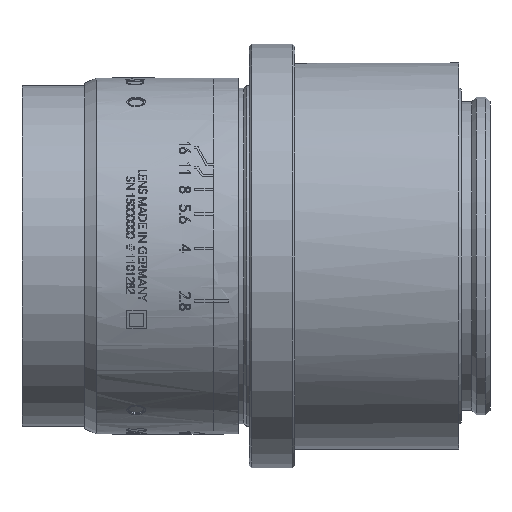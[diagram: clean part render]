
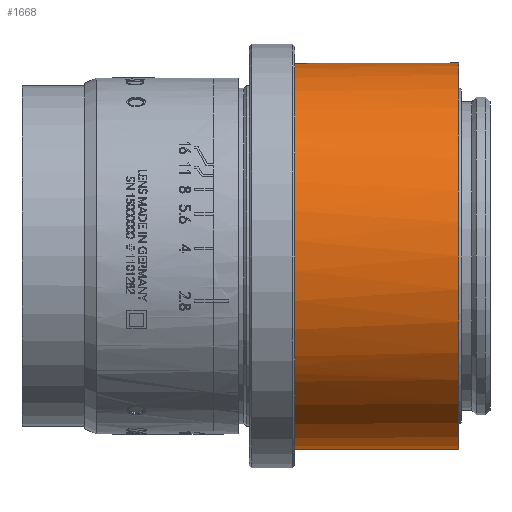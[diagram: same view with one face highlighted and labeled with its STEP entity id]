
A CAD part, front view. The second image highlights one B-rep face of the part: STEP entity #1668.
In plain terms, the highlighted cylindrical face has radius 25.5 mm (diameter 51 mm), a full revolution.
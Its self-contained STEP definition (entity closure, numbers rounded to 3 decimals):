
#1668=ADVANCED_FACE('',(#2331,#2332),#2038,.T.);
#2038=CYLINDRICAL_SURFACE('',#9560,25.5);
#2331=FACE_BOUND('',#2715,.T.);
#2332=FACE_BOUND('',#2716,.T.);
#2715=EDGE_LOOP('',(#3594,#3595,#3596,#3597,#3598,#3599,#3600,#3601,#3602,
#3603));
#2716=EDGE_LOOP('',(#3604));
#3318=CIRCLE('',#9548,25.5);
#3319=CIRCLE('',#9550,25.5);
#3320=CIRCLE('',#9551,25.5);
#3321=CIRCLE('',#9552,25.5);
#3322=CIRCLE('',#9553,25.5);
#3323=CIRCLE('',#9554,25.5);
#3324=CIRCLE('',#9555,25.5);
#3325=CIRCLE('',#9556,25.5);
#3326=CIRCLE('',#9557,25.5);
#3327=CIRCLE('',#9558,25.5);
#3328=CIRCLE('',#9559,25.5);
#3594=ORIENTED_EDGE('',*,*,#7690,.T.);
#3595=ORIENTED_EDGE('',*,*,#7691,.T.);
#3596=ORIENTED_EDGE('',*,*,#7692,.T.);
#3597=ORIENTED_EDGE('',*,*,#7693,.T.);
#3598=ORIENTED_EDGE('',*,*,#7694,.T.);
#3599=ORIENTED_EDGE('',*,*,#7695,.T.);
#3600=ORIENTED_EDGE('',*,*,#7696,.T.);
#3601=ORIENTED_EDGE('',*,*,#7697,.T.);
#3602=ORIENTED_EDGE('',*,*,#7698,.T.);
#3603=ORIENTED_EDGE('',*,*,#7699,.T.);
#3604=ORIENTED_EDGE('',*,*,#7689,.F.);
#6404=VERTEX_POINT('',#12064);
#6405=VERTEX_POINT('',#12067);
#6406=VERTEX_POINT('',#12068);
#6407=VERTEX_POINT('',#12070);
#6408=VERTEX_POINT('',#12072);
#6409=VERTEX_POINT('',#12074);
#6410=VERTEX_POINT('',#12076);
#6411=VERTEX_POINT('',#12078);
#6412=VERTEX_POINT('',#12080);
#6413=VERTEX_POINT('',#12082);
#6414=VERTEX_POINT('',#12084);
#7689=EDGE_CURVE('',#6404,#6404,#3318,.T.);
#7690=EDGE_CURVE('',#6405,#6406,#3319,.T.);
#7691=EDGE_CURVE('',#6406,#6407,#3320,.T.);
#7692=EDGE_CURVE('',#6407,#6408,#3321,.T.);
#7693=EDGE_CURVE('',#6408,#6409,#3322,.T.);
#7694=EDGE_CURVE('',#6409,#6410,#3323,.T.);
#7695=EDGE_CURVE('',#6410,#6411,#3324,.T.);
#7696=EDGE_CURVE('',#6411,#6412,#3325,.T.);
#7697=EDGE_CURVE('',#6412,#6413,#3326,.T.);
#7698=EDGE_CURVE('',#6413,#6414,#3327,.T.);
#7699=EDGE_CURVE('',#6414,#6405,#3328,.T.);
#9548=AXIS2_PLACEMENT_3D('',#12063,#10246,#10247);
#9550=AXIS2_PLACEMENT_3D('',#12066,#10250,#10251);
#9551=AXIS2_PLACEMENT_3D('',#12069,#10252,#10253);
#9552=AXIS2_PLACEMENT_3D('',#12071,#10254,#10255);
#9553=AXIS2_PLACEMENT_3D('',#12073,#10256,#10257);
#9554=AXIS2_PLACEMENT_3D('',#12075,#10258,#10259);
#9555=AXIS2_PLACEMENT_3D('',#12077,#10260,#10261);
#9556=AXIS2_PLACEMENT_3D('',#12079,#10262,#10263);
#9557=AXIS2_PLACEMENT_3D('',#12081,#10264,#10265);
#9558=AXIS2_PLACEMENT_3D('',#12083,#10266,#10267);
#9559=AXIS2_PLACEMENT_3D('',#12085,#10268,#10269);
#9560=AXIS2_PLACEMENT_3D('',#12086,#10270,#10271);
#10246=DIRECTION('',(1.,0.,0.));
#10247=DIRECTION('',(0.,0.,-1.));
#10250=DIRECTION('',(1.,0.,0.));
#10251=DIRECTION('',(0.,0.,-1.));
#10252=DIRECTION('',(1.,0.,0.));
#10253=DIRECTION('',(0.,0.,-1.));
#10254=DIRECTION('',(1.,0.,0.));
#10255=DIRECTION('',(0.,0.,-1.));
#10256=DIRECTION('',(1.,0.,0.));
#10257=DIRECTION('',(0.,0.,-1.));
#10258=DIRECTION('',(1.,0.,0.));
#10259=DIRECTION('',(0.,0.,-1.));
#10260=DIRECTION('',(1.,0.,0.));
#10261=DIRECTION('',(0.,0.,-1.));
#10262=DIRECTION('',(1.,0.,0.));
#10263=DIRECTION('',(0.,0.,-1.));
#10264=DIRECTION('',(1.,0.,0.));
#10265=DIRECTION('',(0.,0.,-1.));
#10266=DIRECTION('',(1.,0.,0.));
#10267=DIRECTION('',(0.,0.,-1.));
#10268=DIRECTION('',(1.,0.,0.));
#10269=DIRECTION('',(0.,0.,-1.));
#10270=DIRECTION('',(1.,0.,0.));
#10271=DIRECTION('',(0.,0.,-1.));
#12063=CARTESIAN_POINT('',(-20.3,0.,0.));
#12064=CARTESIAN_POINT('',(-20.3,0.,-25.5));
#12066=CARTESIAN_POINT('',(-42.,0.,0.));
#12067=CARTESIAN_POINT('',(-42.,5.895,-24.809));
#12068=CARTESIAN_POINT('',(-42.,9.813,-23.536));
#12069=CARTESIAN_POINT('',(-42.,0.,0.));
#12070=CARTESIAN_POINT('',(-42.,25.489,-0.75));
#12071=CARTESIAN_POINT('',(-42.,0.,0.));
#12072=CARTESIAN_POINT('',(-42.,25.489,0.75));
#12073=CARTESIAN_POINT('',(-42.,0.,0.));
#12074=CARTESIAN_POINT('',(-42.,9.813,23.536));
#12075=CARTESIAN_POINT('',(-42.,0.,0.));
#12076=CARTESIAN_POINT('',(-42.,5.895,24.809));
#12077=CARTESIAN_POINT('',(-42.,0.,0.));
#12078=CARTESIAN_POINT('',(-42.,-19.352,16.606));
#12079=CARTESIAN_POINT('',(-42.,0.,0.));
#12080=CARTESIAN_POINT('',(-42.,-21.773,13.273));
#12081=CARTESIAN_POINT('',(-42.,0.,0.));
#12082=CARTESIAN_POINT('',(-42.,-21.773,-13.273));
#12083=CARTESIAN_POINT('',(-42.,0.,0.));
#12084=CARTESIAN_POINT('',(-42.,-19.352,-16.606));
#12085=CARTESIAN_POINT('',(-42.,0.,0.));
#12086=CARTESIAN_POINT('',(-20.,0.,0.));
